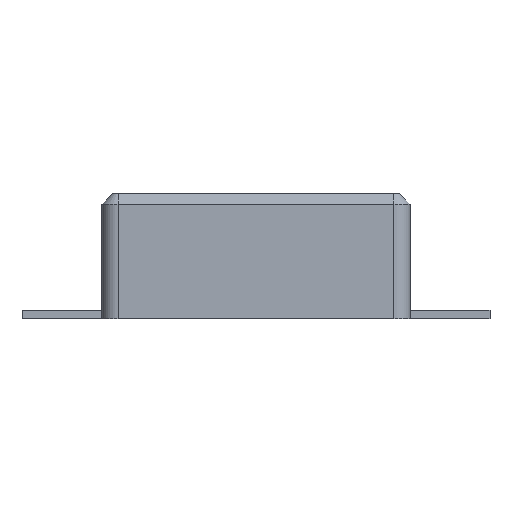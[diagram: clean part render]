
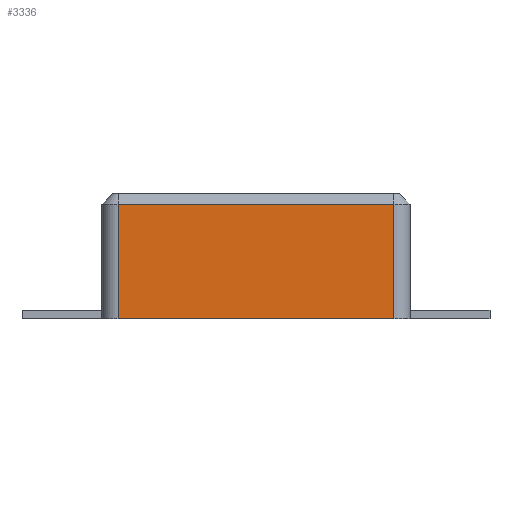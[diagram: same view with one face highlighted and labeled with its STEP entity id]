
A CAD part, left-side view. The second image highlights one B-rep face of the part: STEP entity #3336.
In plain terms, the highlighted planar face has unit normal (-1, 0, 0).
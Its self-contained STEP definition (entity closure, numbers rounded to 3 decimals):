
#12=DIRECTION('',(0.,0.,1.));
#61=VECTOR('',#12,1.);
#79=VECTOR('',#80,1.);
#80=DIRECTION('',(0.,-1.,0.));
#83=DIRECTION('',(1.,0.,0.));
#101=VECTOR('',#102,1.);
#102=DIRECTION('',(0.,1.,0.));
#1515=VERTEX_POINT('',#1516);
#1516=CARTESIAN_POINT('',(-3.225,1.265,0.));
#1521=ORIENTED_EDGE('',*,*,#1522,.T.);
#1522=EDGE_CURVE('',#1515,#1523,#1525,.T.);
#1523=VERTEX_POINT('',#1524);
#1524=CARTESIAN_POINT('',(-3.225,1.265,1.05));
#1525=LINE('',#1516,#61);
#1540=VERTEX_POINT('',#1541);
#1541=CARTESIAN_POINT('',(-3.225,-1.265,0.));
#1545=ORIENTED_EDGE('',*,*,#1546,.F.);
#1546=EDGE_CURVE('',#1515,#1540,#1547,.T.);
#1547=LINE('',#1548,#79);
#1548=CARTESIAN_POINT('',(-3.225,1.415,0.));
#3336=ADVANCED_FACE('',(#3337),#3347,.F.);
#3337=FACE_BOUND('',#3338,.F.);
#3338=EDGE_LOOP('',(#1521,#3339,#3344,#1545));
#3339=ORIENTED_EDGE('',*,*,#3340,.F.);
#3340=EDGE_CURVE('',#3341,#1523,#3343,.T.);
#3341=VERTEX_POINT('',#3342);
#3342=CARTESIAN_POINT('',(-3.225,-1.265,1.05));
#3343=LINE('',#3342,#101);
#3344=ORIENTED_EDGE('',*,*,#3345,.F.);
#3345=EDGE_CURVE('',#1540,#3341,#3346,.T.);
#3346=LINE('',#1541,#61);
#3347=PLANE('',#3348);
#3348=AXIS2_PLACEMENT_3D('',#1548,#83,#80);
